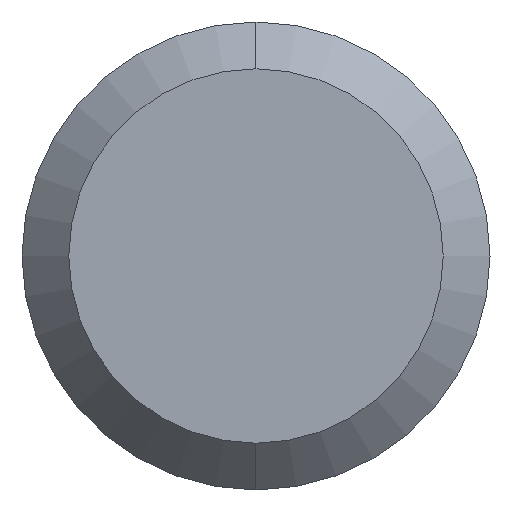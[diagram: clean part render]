
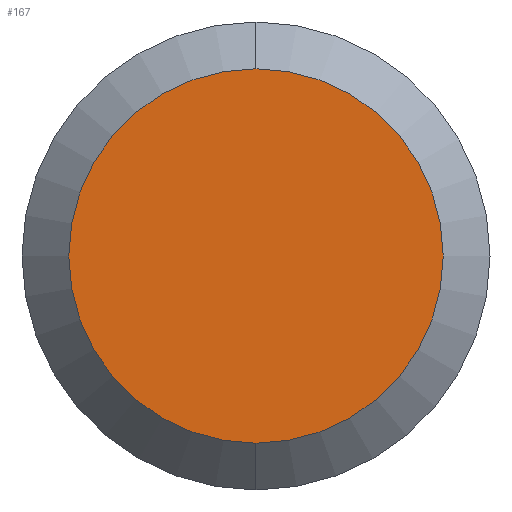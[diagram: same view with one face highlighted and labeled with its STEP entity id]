
A CAD part, left-side view. The second image highlights one B-rep face of the part: STEP entity #167.
In plain terms, the highlighted planar face has unit normal (-1, 0, 0).
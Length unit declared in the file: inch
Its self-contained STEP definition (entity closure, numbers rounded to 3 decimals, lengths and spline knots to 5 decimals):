
#4 = EDGE_CURVE ( 'NONE', #5, #6, #142, .T. ) ;
#5 = VERTEX_POINT ( 'NONE', #137 ) ;
#6 = VERTEX_POINT ( 'NONE', #136 ) ;
#34 = DIRECTION ( 'NONE',  ( 0., 0., -1. ) ) ;
#35 = DIRECTION ( 'NONE',  ( -1., 0., 0. ) ) ;
#36 = CARTESIAN_POINT ( 'NONE',  ( -0.15625, 0., 0. ) ) ;
#37 = AXIS2_PLACEMENT_3D ( 'NONE', #36, #35, #34 ) ;
#38 = DIRECTION ( 'NONE',  ( 0., 0., -1. ) ) ;
#39 = DIRECTION ( 'NONE',  ( 1., 0., 0. ) ) ;
#40 = CARTESIAN_POINT ( 'NONE',  ( -0.15625, 0., 0. ) ) ;
#41 = CIRCLE ( 'NONE', #37, 0.025 ) ;
#42 = AXIS2_PLACEMENT_3D ( 'NONE', #40, #39, #38 ) ;
#43 = PLANE ( 'NONE',  #42 ) ;
#44 = FACE_OUTER_BOUND ( 'NONE', #168, .T. ) ;
#136 = CARTESIAN_POINT ( 'NONE',  ( -0.15625, 0., -0.025 ) ) ;
#137 = CARTESIAN_POINT ( 'NONE',  ( -0.15625, 0., 0.025 ) ) ;
#138 = DIRECTION ( 'NONE',  ( 0., 0., -1. ) ) ;
#139 = DIRECTION ( 'NONE',  ( -1., 0., 0. ) ) ;
#140 = CARTESIAN_POINT ( 'NONE',  ( -0.15625, 0., 0. ) ) ;
#141 = AXIS2_PLACEMENT_3D ( 'NONE', #140, #139, #138 ) ;
#142 = CIRCLE ( 'NONE', #141, 0.025 ) ;
#167 = ADVANCED_FACE ( 'NONE', ( #44 ), #43, .F. ) ;
#168 = EDGE_LOOP ( 'NONE', ( #169, #171 ) ) ;
#169 = ORIENTED_EDGE ( 'NONE', *, *, #170, .T. ) ;
#170 = EDGE_CURVE ( 'NONE', #6, #5, #41, .T. ) ;
#171 = ORIENTED_EDGE ( 'NONE', *, *, #4, .T. ) ;
